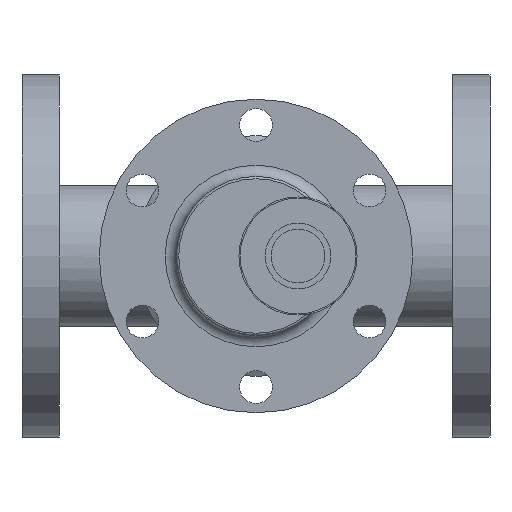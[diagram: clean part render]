
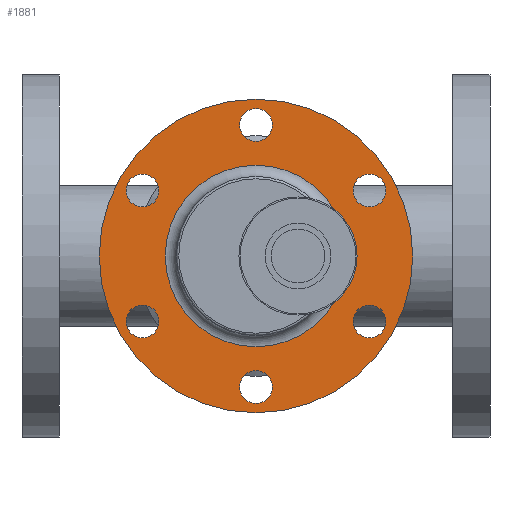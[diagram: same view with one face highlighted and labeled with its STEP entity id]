
A CAD part, left-side view. The second image highlights one B-rep face of the part: STEP entity #1881.
In plain terms, the highlighted planar face has unit normal (-1, 0, 0).
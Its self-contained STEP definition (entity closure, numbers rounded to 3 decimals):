
#282=FACE_BOUND('',#636,.T.);
#283=FACE_BOUND('',#637,.T.);
#284=FACE_BOUND('',#638,.T.);
#285=FACE_BOUND('',#639,.T.);
#286=FACE_BOUND('',#640,.T.);
#287=FACE_BOUND('',#641,.T.);
#288=FACE_BOUND('',#642,.T.);
#332=PLANE('',#2191);
#445=FACE_OUTER_BOUND('',#635,.T.);
#635=EDGE_LOOP('',(#1711));
#636=EDGE_LOOP('',(#1712));
#637=EDGE_LOOP('',(#1713));
#638=EDGE_LOOP('',(#1714));
#639=EDGE_LOOP('',(#1715));
#640=EDGE_LOOP('',(#1716));
#641=EDGE_LOOP('',(#1717));
#642=EDGE_LOOP('',(#1718,#1719));
#710=CIRCLE('',#1983,7.);
#714=CIRCLE('',#1989,7.);
#718=CIRCLE('',#1995,7.);
#722=CIRCLE('',#2001,7.);
#726=CIRCLE('',#2007,7.);
#730=CIRCLE('',#2013,7.);
#832=CIRCLE('',#2190,67.);
#833=CIRCLE('',#2192,38.798);
#834=CIRCLE('',#2193,38.798);
#886=VERTEX_POINT('',#2995);
#890=VERTEX_POINT('',#3007);
#894=VERTEX_POINT('',#3019);
#898=VERTEX_POINT('',#3031);
#902=VERTEX_POINT('',#3043);
#906=VERTEX_POINT('',#3055);
#999=VERTEX_POINT('',#3628);
#1000=VERTEX_POINT('',#3632);
#1001=VERTEX_POINT('',#3633);
#1073=EDGE_CURVE('',#886,#886,#710,.T.);
#1079=EDGE_CURVE('',#890,#890,#714,.T.);
#1085=EDGE_CURVE('',#894,#894,#718,.T.);
#1091=EDGE_CURVE('',#898,#898,#722,.T.);
#1097=EDGE_CURVE('',#902,#902,#726,.T.);
#1103=EDGE_CURVE('',#906,#906,#730,.T.);
#1243=EDGE_CURVE('',#999,#999,#832,.T.);
#1245=EDGE_CURVE('',#1000,#1001,#833,.T.);
#1246=EDGE_CURVE('',#1001,#1000,#834,.T.);
#1711=ORIENTED_EDGE('',*,*,#1243,.T.);
#1712=ORIENTED_EDGE('',*,*,#1073,.T.);
#1713=ORIENTED_EDGE('',*,*,#1079,.T.);
#1714=ORIENTED_EDGE('',*,*,#1085,.T.);
#1715=ORIENTED_EDGE('',*,*,#1091,.T.);
#1716=ORIENTED_EDGE('',*,*,#1097,.T.);
#1717=ORIENTED_EDGE('',*,*,#1103,.T.);
#1718=ORIENTED_EDGE('',*,*,#1245,.F.);
#1719=ORIENTED_EDGE('',*,*,#1246,.F.);
#1881=ADVANCED_FACE('',(#445,#282,#283,#284,#285,#286,#287,#288),#332,.T.);
#1983=AXIS2_PLACEMENT_3D('',#2996,#2372,#2373);
#1989=AXIS2_PLACEMENT_3D('',#3008,#2386,#2387);
#1995=AXIS2_PLACEMENT_3D('',#3020,#2400,#2401);
#2001=AXIS2_PLACEMENT_3D('',#3032,#2414,#2415);
#2007=AXIS2_PLACEMENT_3D('',#3044,#2428,#2429);
#2013=AXIS2_PLACEMENT_3D('',#3056,#2442,#2443);
#2190=AXIS2_PLACEMENT_3D('',#3629,#2825,#2826);
#2191=AXIS2_PLACEMENT_3D('',#3631,#2828,#2829);
#2192=AXIS2_PLACEMENT_3D('',#3634,#2830,#2831);
#2193=AXIS2_PLACEMENT_3D('',#3635,#2832,#2833);
#2372=DIRECTION('center_axis',(1.,0.,0.));
#2373=DIRECTION('ref_axis',(0.,0.,1.));
#2386=DIRECTION('center_axis',(1.,0.,0.));
#2387=DIRECTION('ref_axis',(0.,0.,1.));
#2400=DIRECTION('center_axis',(1.,0.,0.));
#2401=DIRECTION('ref_axis',(0.,0.,1.));
#2414=DIRECTION('center_axis',(1.,0.,0.));
#2415=DIRECTION('ref_axis',(0.,0.,1.));
#2428=DIRECTION('center_axis',(1.,0.,0.));
#2429=DIRECTION('ref_axis',(0.,0.,1.));
#2442=DIRECTION('center_axis',(1.,0.,0.));
#2443=DIRECTION('ref_axis',(0.,0.,1.));
#2825=DIRECTION('center_axis',(-1.,0.,0.));
#2826=DIRECTION('ref_axis',(0.,0.,1.));
#2828=DIRECTION('center_axis',(-1.,0.,0.));
#2829=DIRECTION('ref_axis',(0.,0.,1.));
#2830=DIRECTION('center_axis',(-1.,0.,0.));
#2831=DIRECTION('ref_axis',(0.,0.,1.));
#2832=DIRECTION('center_axis',(-1.,0.,0.));
#2833=DIRECTION('ref_axis',(0.,0.,1.));
#2995=CARTESIAN_POINT('',(-1020.,0.,-63.));
#2996=CARTESIAN_POINT('Origin',(-1020.,0.,-56.));
#3007=CARTESIAN_POINT('',(-1020.,48.497,21.));
#3008=CARTESIAN_POINT('Origin',(-1020.,48.497,28.));
#3019=CARTESIAN_POINT('',(-1020.,-48.497,21.));
#3020=CARTESIAN_POINT('Origin',(-1020.,-48.497,28.));
#3031=CARTESIAN_POINT('',(-1020.,-48.497,-35.));
#3032=CARTESIAN_POINT('Origin',(-1020.,-48.497,-28.));
#3043=CARTESIAN_POINT('',(-1020.,48.497,-35.));
#3044=CARTESIAN_POINT('Origin',(-1020.,48.497,-28.));
#3055=CARTESIAN_POINT('',(-1020.,0.,49.));
#3056=CARTESIAN_POINT('Origin',(-1020.,0.,56.));
#3628=CARTESIAN_POINT('',(-1020.,-67.,0.));
#3629=CARTESIAN_POINT('Origin',(-1020.,0.,0.));
#3631=CARTESIAN_POINT('Origin',(-1020.,38.798,0.));
#3632=CARTESIAN_POINT('',(-1020.002,38.798,0.));
#3633=CARTESIAN_POINT('',(-1020.002,0.,-38.798));
#3634=CARTESIAN_POINT('Origin',(-1020.002,0.,
0.));
#3635=CARTESIAN_POINT('Origin',(-1020.002,0.,
0.));
